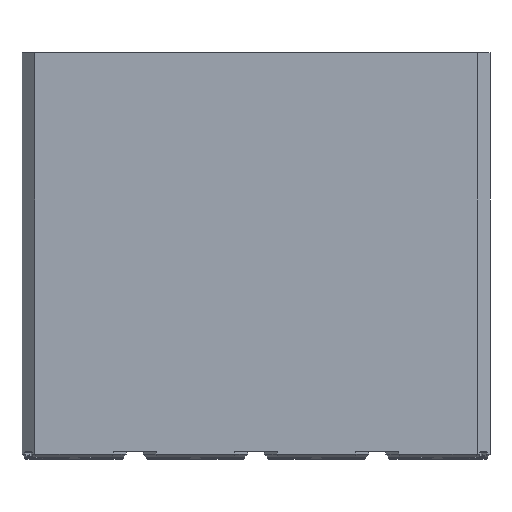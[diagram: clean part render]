
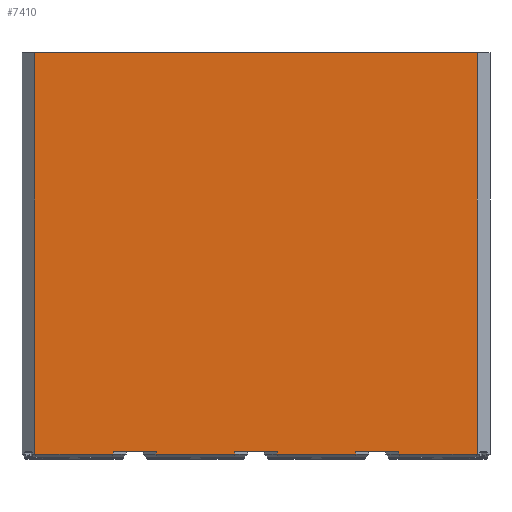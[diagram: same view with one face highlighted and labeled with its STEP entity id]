
A CAD part, front view. The second image highlights one B-rep face of the part: STEP entity #7410.
In plain terms, the highlighted planar face has unit normal (0, -1, 0).
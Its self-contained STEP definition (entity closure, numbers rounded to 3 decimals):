
#376=FACE_OUTER_BOUND('',#784,.T.);
#784=EDGE_LOOP('',(#6405,#6406,#6407,#6408,#6409,#6410,#6411,#6412,#6413,
#6414,#6415,#6416,#6417,#6418,#6419,#6420));
#1068=LINE('',#10187,#2104);
#1141=LINE('',#10332,#2177);
#1682=LINE('',#11420,#2718);
#1693=LINE('',#11442,#2729);
#1704=LINE('',#11464,#2740);
#1715=LINE('',#11485,#2751);
#1750=LINE('',#11552,#2786);
#1761=LINE('',#11575,#2797);
#1779=LINE('',#11609,#2815);
#1792=LINE('',#11635,#2828);
#1803=LINE('',#11658,#2839);
#1806=LINE('',#11664,#2842);
#1807=LINE('',#11666,#2843);
#1808=LINE('',#11667,#2844);
#1809=LINE('',#11668,#2845);
#1810=LINE('',#11669,#2846);
#2104=VECTOR('',#8263,10.);
#2177=VECTOR('',#8396,10.);
#2718=VECTOR('',#9297,10.);
#2729=VECTOR('',#9318,10.);
#2740=VECTOR('',#9339,10.);
#2751=VECTOR('',#9360,10.);
#2786=VECTOR('',#9435,10.);
#2797=VECTOR('',#9456,10.);
#2815=VECTOR('',#9504,10.);
#2828=VECTOR('',#9527,10.);
#2839=VECTOR('',#9548,10.);
#2842=VECTOR('',#9553,10.);
#2843=VECTOR('',#9554,10.);
#2844=VECTOR('',#9555,10.);
#2845=VECTOR('',#9556,10.);
#2846=VECTOR('',#9557,10.);
#3047=VERTEX_POINT('',#10140);
#3063=VERTEX_POINT('',#10184);
#3064=VERTEX_POINT('',#10186);
#3106=VERTEX_POINT('',#10331);
#3473=VERTEX_POINT('',#11419);
#3478=VERTEX_POINT('',#11439);
#3479=VERTEX_POINT('',#11441);
#3484=VERTEX_POINT('',#11461);
#3485=VERTEX_POINT('',#11463);
#3490=VERTEX_POINT('',#11483);
#3502=VERTEX_POINT('',#11550);
#3509=VERTEX_POINT('',#11574);
#3518=VERTEX_POINT('',#11633);
#3525=VERTEX_POINT('',#11657);
#3527=VERTEX_POINT('',#11663);
#3528=VERTEX_POINT('',#11665);
#3780=EDGE_CURVE('',#3064,#3063,#1068,.T.);
#3853=EDGE_CURVE('',#3064,#3106,#1141,.T.);
#4394=EDGE_CURVE('',#3047,#3473,#1682,.T.);
#4405=EDGE_CURVE('',#3478,#3479,#1693,.T.);
#4416=EDGE_CURVE('',#3484,#3485,#1704,.T.);
#4427=EDGE_CURVE('',#3490,#3063,#1715,.T.);
#4462=EDGE_CURVE('',#3473,#3502,#1750,.T.);
#4473=EDGE_CURVE('',#3509,#3502,#1761,.T.);
#4491=EDGE_CURVE('',#3478,#3509,#1779,.T.);
#4504=EDGE_CURVE('',#3479,#3518,#1792,.T.);
#4515=EDGE_CURVE('',#3525,#3518,#1803,.T.);
#4518=EDGE_CURVE('',#3490,#3527,#1806,.T.);
#4519=EDGE_CURVE('',#3527,#3528,#1807,.T.);
#4520=EDGE_CURVE('',#3485,#3528,#1808,.T.);
#4521=EDGE_CURVE('',#3484,#3525,#1809,.T.);
#4522=EDGE_CURVE('',#3106,#3047,#1810,.T.);
#6405=ORIENTED_EDGE('',*,*,#3780,.T.);
#6406=ORIENTED_EDGE('',*,*,#4427,.F.);
#6407=ORIENTED_EDGE('',*,*,#4518,.T.);
#6408=ORIENTED_EDGE('',*,*,#4519,.T.);
#6409=ORIENTED_EDGE('',*,*,#4520,.F.);
#6410=ORIENTED_EDGE('',*,*,#4416,.F.);
#6411=ORIENTED_EDGE('',*,*,#4521,.T.);
#6412=ORIENTED_EDGE('',*,*,#4515,.T.);
#6413=ORIENTED_EDGE('',*,*,#4504,.F.);
#6414=ORIENTED_EDGE('',*,*,#4405,.F.);
#6415=ORIENTED_EDGE('',*,*,#4491,.T.);
#6416=ORIENTED_EDGE('',*,*,#4473,.T.);
#6417=ORIENTED_EDGE('',*,*,#4462,.F.);
#6418=ORIENTED_EDGE('',*,*,#4394,.F.);
#6419=ORIENTED_EDGE('',*,*,#4522,.F.);
#6420=ORIENTED_EDGE('',*,*,#3853,.F.);
#7007=PLANE('',#7815);
#7410=ADVANCED_FACE('',(#376),#7007,.T.);
#7815=AXIS2_PLACEMENT_3D('',#11662,#9551,#9552);
#8263=DIRECTION('',(0.,0.,-1.));
#8396=DIRECTION('',(1.,0.,0.));
#9297=DIRECTION('',(-1.,0.,0.));
#9318=DIRECTION('',(-1.,0.,0.));
#9339=DIRECTION('',(-1.,0.,0.));
#9360=DIRECTION('',(-1.,0.,0.));
#9435=DIRECTION('',(0.,0.,1.));
#9456=DIRECTION('',(1.,0.,0.));
#9504=DIRECTION('',(0.,0.,1.));
#9527=DIRECTION('',(0.,0.,1.));
#9548=DIRECTION('',(1.,0.,0.));
#9551=DIRECTION('center_axis',(0.,-1.,0.));
#9552=DIRECTION('ref_axis',(1.,0.,0.));
#9553=DIRECTION('',(0.,0.,1.));
#9554=DIRECTION('',(1.,0.,0.));
#9555=DIRECTION('',(0.,0.,1.));
#9556=DIRECTION('',(0.,0.,1.));
#9557=DIRECTION('',(0.,0.,-1.));
#10140=CARTESIAN_POINT('',(166.228,-21.5,2.));
#10184=CARTESIAN_POINT('',(-16.228,-21.5,2.));
#10186=CARTESIAN_POINT('',(-16.228,-21.5,167.6));
#10187=CARTESIAN_POINT('',(-16.228,-21.5,4.2));
#10331=CARTESIAN_POINT('',(166.228,-21.5,167.6));
#10332=CARTESIAN_POINT('',(166.228,-21.5,167.6));
#11419=CARTESIAN_POINT('',(133.772,-21.5,2.));
#11420=CARTESIAN_POINT('',(166.228,-21.5,2.));
#11439=CARTESIAN_POINT('',(116.228,-21.5,2.));
#11441=CARTESIAN_POINT('',(83.772,-21.5,2.));
#11442=CARTESIAN_POINT('',(116.228,-21.5,2.));
#11461=CARTESIAN_POINT('',(66.228,-21.5,2.));
#11463=CARTESIAN_POINT('',(33.772,-21.5,2.));
#11464=CARTESIAN_POINT('',(66.228,-21.5,2.));
#11483=CARTESIAN_POINT('',(16.228,-21.5,2.));
#11485=CARTESIAN_POINT('',(16.228,-21.5,2.));
#11550=CARTESIAN_POINT('',(133.772,-21.5,3.2));
#11552=CARTESIAN_POINT('',(133.772,-21.5,2.));
#11574=CARTESIAN_POINT('',(116.228,-21.5,3.2));
#11575=CARTESIAN_POINT('',(0.,-21.5,3.2));
#11609=CARTESIAN_POINT('',(116.228,-21.5,2.));
#11633=CARTESIAN_POINT('',(83.772,-21.5,3.2));
#11635=CARTESIAN_POINT('',(83.772,-21.5,2.));
#11657=CARTESIAN_POINT('',(66.228,-21.5,3.2));
#11658=CARTESIAN_POINT('',(0.,-21.5,3.2));
#11662=CARTESIAN_POINT('Origin',(-16.228,-21.5,4.2));
#11663=CARTESIAN_POINT('',(16.228,-21.5,3.2));
#11664=CARTESIAN_POINT('',(16.228,-21.5,2.));
#11665=CARTESIAN_POINT('',(33.772,-21.5,3.2));
#11666=CARTESIAN_POINT('',(0.,-21.5,3.2));
#11667=CARTESIAN_POINT('',(33.772,-21.5,2.));
#11668=CARTESIAN_POINT('',(66.228,-21.5,2.));
#11669=CARTESIAN_POINT('',(166.228,-21.5,4.2));
